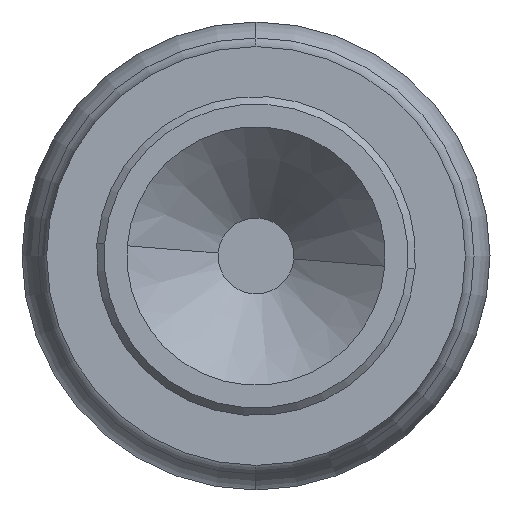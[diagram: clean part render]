
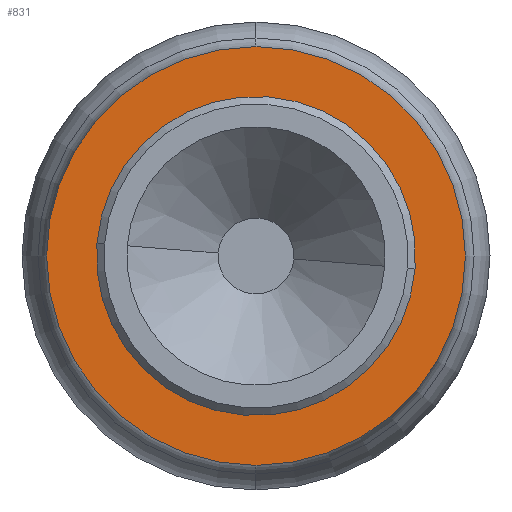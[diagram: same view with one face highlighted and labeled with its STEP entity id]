
A CAD part, left-side view. The second image highlights one B-rep face of the part: STEP entity #831.
In plain terms, the highlighted planar face has unit normal (-1, 0, 0).
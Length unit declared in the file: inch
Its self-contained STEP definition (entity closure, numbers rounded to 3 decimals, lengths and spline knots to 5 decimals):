
#9 = FACE_BOUND ( 'NONE', #785, .T. ) ;
#10 = VERTEX_POINT ( 'NONE', #527 ) ;
#18 = VERTEX_POINT ( 'NONE', #1270 ) ;
#22 = ORIENTED_EDGE ( 'NONE', *, *, #271, .T. ) ;
#25 = CIRCLE ( 'NONE', #1301, 0.0105 ) ;
#87 = DIRECTION ( 'NONE',  ( -1., 0., 0. ) ) ;
#189 = DIRECTION ( 'NONE',  ( 1., 0., 0. ) ) ;
#241 = EDGE_CURVE ( 'NONE', #18, #255, #372, .T. ) ;
#255 = VERTEX_POINT ( 'NONE', #313 ) ;
#271 = EDGE_CURVE ( 'NONE', #255, #18, #544, .T. ) ;
#313 = CARTESIAN_POINT ( 'NONE',  ( 0., 0., -0.01378 ) ) ;
#324 = EDGE_LOOP ( 'NONE', ( #542, #22 ) ) ;
#361 = DIRECTION ( 'NONE',  ( 0., -1., 0. ) ) ;
#372 = CIRCLE ( 'NONE', #1163, 0.01378 ) ;
#419 = FACE_OUTER_BOUND ( 'NONE', #324, .T. ) ;
#472 = CARTESIAN_POINT ( 'NONE',  ( 0., 0., 0. ) ) ;
#479 = AXIS2_PLACEMENT_3D ( 'NONE', #472, #1119, #361 ) ;
#502 = DIRECTION ( 'NONE',  ( 0., -1., 0. ) ) ;
#525 = DIRECTION ( 'NONE',  ( 0., 0., 1. ) ) ;
#527 = CARTESIAN_POINT ( 'NONE',  ( 0., 0.01047, 0.00083 ) ) ;
#542 = ORIENTED_EDGE ( 'NONE', *, *, #241, .T. ) ;
#543 = CIRCLE ( 'NONE', #479, 0.0105 ) ;
#544 = CIRCLE ( 'NONE', #978, 0.01378 ) ;
#570 = CARTESIAN_POINT ( 'NONE',  ( 0., 0.0129, 0. ) ) ;
#575 = DIRECTION ( 'NONE',  ( -1., 0., 0. ) ) ;
#600 = ORIENTED_EDGE ( 'NONE', *, *, #849, .T. ) ;
#720 = AXIS2_PLACEMENT_3D ( 'NONE', #570, #575, #1220 ) ;
#722 = DIRECTION ( 'NONE',  ( 0., 0., 1. ) ) ;
#732 = ORIENTED_EDGE ( 'NONE', *, *, #1351, .T. ) ;
#785 = EDGE_LOOP ( 'NONE', ( #600, #732 ) ) ;
#831 = ADVANCED_FACE ( 'NONE', ( #9, #419 ), #851, .T. ) ;
#849 = EDGE_CURVE ( 'NONE', #1106, #10, #25, .T. ) ;
#851 = PLANE ( 'NONE',  #720 ) ;
#947 = DIRECTION ( 'NONE',  ( -1., 0., 0. ) ) ;
#978 = AXIS2_PLACEMENT_3D ( 'NONE', #1167, #87, #525 ) ;
#1061 = CARTESIAN_POINT ( 'NONE',  ( 0., 0., 0. ) ) ;
#1067 = CARTESIAN_POINT ( 'NONE',  ( 0., 0., 0. ) ) ;
#1106 = VERTEX_POINT ( 'NONE', #1349 ) ;
#1119 = DIRECTION ( 'NONE',  ( 1., 0., 0. ) ) ;
#1163 = AXIS2_PLACEMENT_3D ( 'NONE', #1061, #947, #722 ) ;
#1167 = CARTESIAN_POINT ( 'NONE',  ( 0., 0., 0. ) ) ;
#1220 = DIRECTION ( 'NONE',  ( 0., 0., 1. ) ) ;
#1270 = CARTESIAN_POINT ( 'NONE',  ( 0., 0., 0.01378 ) ) ;
#1301 = AXIS2_PLACEMENT_3D ( 'NONE', #1067, #189, #502 ) ;
#1349 = CARTESIAN_POINT ( 'NONE',  ( 0., -0.01047, -0.00083 ) ) ;
#1351 = EDGE_CURVE ( 'NONE', #10, #1106, #543, .T. ) ;
